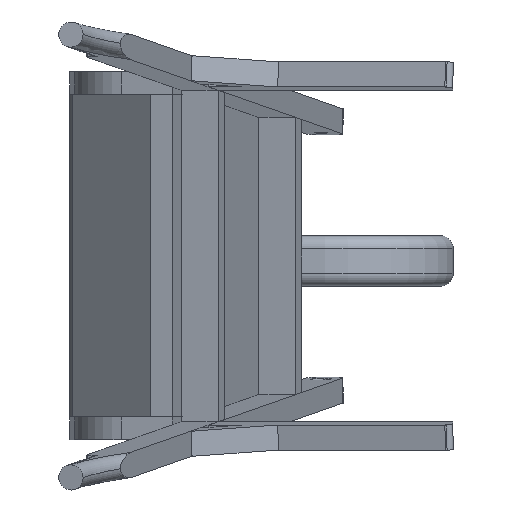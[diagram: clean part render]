
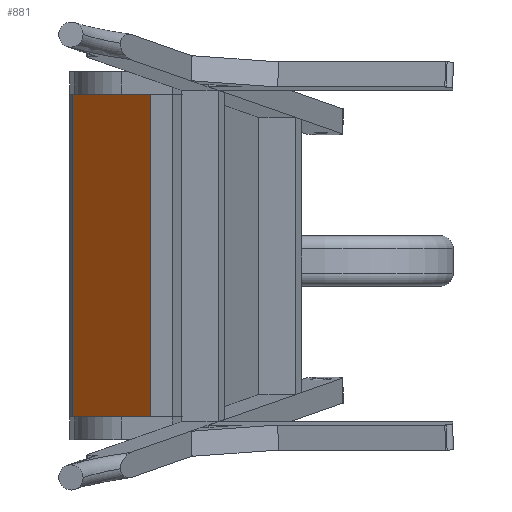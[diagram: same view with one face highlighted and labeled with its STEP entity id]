
A CAD part, left-side view. The second image highlights one B-rep face of the part: STEP entity #881.
In plain terms, the highlighted face is planar.
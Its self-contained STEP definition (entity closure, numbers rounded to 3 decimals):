
#45 = DIRECTION ( 'NONE',  ( -1., 0., 0. ) ) ;
#55 = ORIENTED_EDGE ( 'NONE', *, *, #3055, .T. ) ;
#165 = LINE ( 'NONE', #363, #647 ) ;
#234 = FACE_OUTER_BOUND ( 'NONE', #982, .T. ) ;
#323 = DIRECTION ( 'NONE',  ( 0., -1., 0. ) ) ;
#363 = CARTESIAN_POINT ( 'NONE',  ( 0., 196., 18. ) ) ;
#458 = ORIENTED_EDGE ( 'NONE', *, *, #4317, .T. ) ;
#550 = LINE ( 'NONE', #1063, #4011 ) ;
#557 = CARTESIAN_POINT ( 'NONE',  ( 256., 0., 18. ) ) ;
#647 = VECTOR ( 'NONE', #3994, 1000. ) ;
#881 = ADVANCED_FACE ( 'NONE', ( #234 ), #1838, .F. ) ;
#982 = EDGE_LOOP ( 'NONE', ( #458, #2214, #4642, #55 ) ) ;
#1063 = CARTESIAN_POINT ( 'NONE',  ( 0., 4.823, 18. ) ) ;
#1411 = EDGE_CURVE ( 'NONE', #4784, #2739, #4276, .T. ) ;
#1416 = AXIS2_PLACEMENT_3D ( 'NONE', #2310, #2759, #45 ) ;
#1475 = VERTEX_POINT ( 'NONE', #4221 ) ;
#1838 = PLANE ( 'NONE',  #1416 ) ;
#1844 = EDGE_CURVE ( 'NONE', #1475, #4784, #550, .T. ) ;
#1887 = VECTOR ( 'NONE', #323, 1000. ) ;
#1986 = DIRECTION ( 'NONE',  ( 1., 0., 0. ) ) ;
#2126 = CARTESIAN_POINT ( 'NONE',  ( 0., 0., 18. ) ) ;
#2191 = VERTEX_POINT ( 'NONE', #2713 ) ;
#2214 = ORIENTED_EDGE ( 'NONE', *, *, #1844, .T. ) ;
#2310 = CARTESIAN_POINT ( 'NONE',  ( 0., 0., 18. ) ) ;
#2713 = CARTESIAN_POINT ( 'NONE',  ( 0., 196., 18. ) ) ;
#2739 = VERTEX_POINT ( 'NONE', #5703 ) ;
#2759 = DIRECTION ( 'NONE',  ( 0., 0., -1. ) ) ;
#3055 = EDGE_CURVE ( 'NONE', #2739, #2191, #165, .T. ) ;
#3066 = LINE ( 'NONE', #2126, #1887 ) ;
#3994 = DIRECTION ( 'NONE',  ( -1., 0., 0. ) ) ;
#4011 = VECTOR ( 'NONE', #1986, 1000. ) ;
#4186 = DIRECTION ( 'NONE',  ( 0., 1., 0. ) ) ;
#4221 = CARTESIAN_POINT ( 'NONE',  ( 0., 4.823, 18. ) ) ;
#4262 = CARTESIAN_POINT ( 'NONE',  ( 256., 4.823, 18. ) ) ;
#4276 = LINE ( 'NONE', #557, #5506 ) ;
#4317 = EDGE_CURVE ( 'NONE', #2191, #1475, #3066, .T. ) ;
#4642 = ORIENTED_EDGE ( 'NONE', *, *, #1411, .T. ) ;
#4784 = VERTEX_POINT ( 'NONE', #4262 ) ;
#5506 = VECTOR ( 'NONE', #4186, 1000. ) ;
#5703 = CARTESIAN_POINT ( 'NONE',  ( 256., 196., 18. ) ) ;
